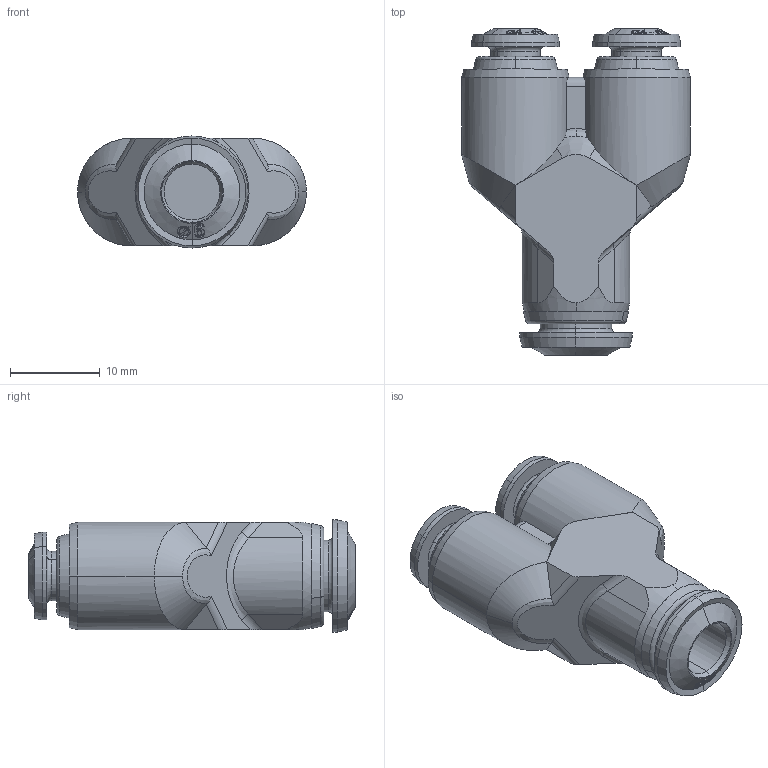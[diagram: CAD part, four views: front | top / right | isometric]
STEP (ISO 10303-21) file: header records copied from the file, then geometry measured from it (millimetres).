
FILE_DESCRIPTION(( 'RT.29.06.04.step' ), '1');
FILE_NAME( 'RT.29.06.04.step', '2018-10-08T17:20:38',( 'Sopra'),('sopra-pneumatic.com'), 'SwSTEP 2.0','SolidWorks 2009','' );
FILE_SCHEMA (( 'AUTOMOTIVE_DESIGN' ));
Length unit declared in the file: millimetre
Products named in the file (1): 5531000008A
Bounding box: 25.5 x 36.4 x 12.5 mm (x, y, z)
Volume: 5661.7 mm3; surface area: 2914.5 mm2
Topology: 1 solids, 1 shells, 401 faces, 1044 edges, 688 vertices
Faces by surface type: bspline 249, cone 69, cylinder 34, plane 34, torus 15
Entity records: 24870 total; most frequent: CARTESIAN_POINT 16650, ORIENTED_EDGE 2088, EDGE_CURVE 1044, B_SPLINE_CURVE_WITH_KNOTS 789, VERTEX_POINT 688, DIRECTION 660, EDGE_LOOP 444, FACE_OUTER_BOUND 401
